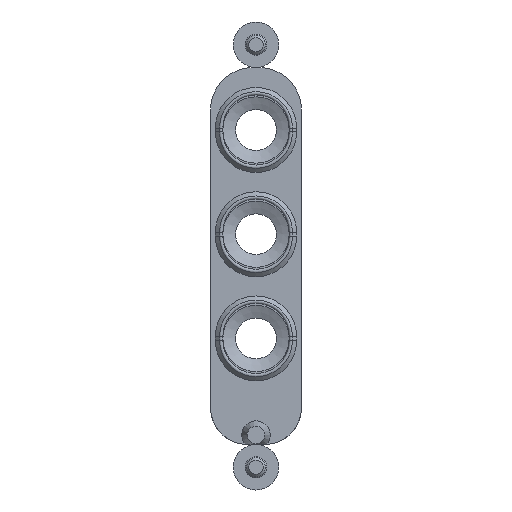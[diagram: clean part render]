
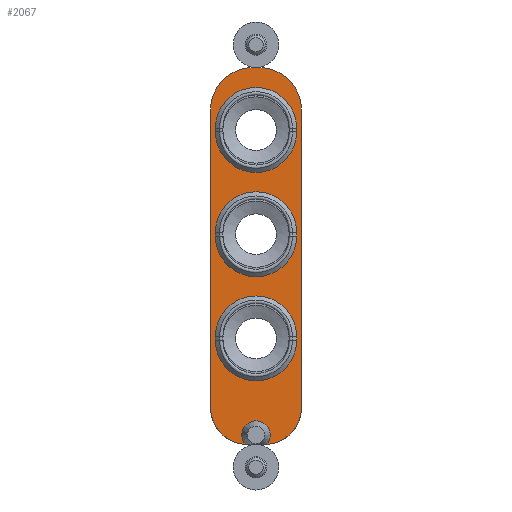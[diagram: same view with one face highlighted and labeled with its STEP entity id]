
A CAD part, front view. The second image highlights one B-rep face of the part: STEP entity #2067.
In plain terms, the highlighted planar face has unit normal (0, -1, 0).
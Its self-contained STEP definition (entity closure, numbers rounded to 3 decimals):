
#127=LINE('',#3270,#290);
#128=LINE('',#3274,#291);
#129=LINE('',#3278,#292);
#130=LINE('',#3282,#293);
#131=LINE('',#3286,#294);
#132=LINE('',#3290,#295);
#133=LINE('',#3296,#296);
#134=LINE('',#3300,#297);
#135=LINE('',#3304,#298);
#290=VECTOR('',#2547,1000.);
#291=VECTOR('',#2550,1000.);
#292=VECTOR('',#2553,1000.);
#293=VECTOR('',#2556,1000.);
#294=VECTOR('',#2559,1000.);
#295=VECTOR('',#2562,1000.);
#296=VECTOR('',#2567,1000.);
#297=VECTOR('',#2570,1000.);
#298=VECTOR('',#2573,1000.);
#463=ORIENTED_EDGE('',*,*,#1063,.F.);
#464=ORIENTED_EDGE('',*,*,#1064,.F.);
#465=ORIENTED_EDGE('',*,*,#1065,.F.);
#466=ORIENTED_EDGE('',*,*,#1066,.F.);
#467=ORIENTED_EDGE('',*,*,#1067,.F.);
#468=ORIENTED_EDGE('',*,*,#1068,.F.);
#469=ORIENTED_EDGE('',*,*,#1069,.F.);
#470=ORIENTED_EDGE('',*,*,#1070,.F.);
#471=ORIENTED_EDGE('',*,*,#1071,.F.);
#472=ORIENTED_EDGE('',*,*,#1072,.F.);
#473=ORIENTED_EDGE('',*,*,#1073,.F.);
#474=ORIENTED_EDGE('',*,*,#1074,.F.);
#475=ORIENTED_EDGE('',*,*,#1075,.F.);
#476=ORIENTED_EDGE('',*,*,#1076,.T.);
#477=ORIENTED_EDGE('',*,*,#1077,.T.);
#478=ORIENTED_EDGE('',*,*,#1078,.T.);
#479=ORIENTED_EDGE('',*,*,#1079,.T.);
#480=ORIENTED_EDGE('',*,*,#1080,.T.);
#481=ORIENTED_EDGE('',*,*,#1081,.T.);
#482=ORIENTED_EDGE('',*,*,#1082,.T.);
#1063=EDGE_CURVE('',#1363,#1364,#1538,.F.);
#1064=EDGE_CURVE('',#1365,#1363,#127,.T.);
#1065=EDGE_CURVE('',#1366,#1365,#1539,.F.);
#1066=EDGE_CURVE('',#1364,#1366,#128,.T.);
#1067=EDGE_CURVE('',#1367,#1368,#1540,.F.);
#1068=EDGE_CURVE('',#1369,#1367,#129,.T.);
#1069=EDGE_CURVE('',#1370,#1369,#1541,.F.);
#1070=EDGE_CURVE('',#1368,#1370,#130,.T.);
#1071=EDGE_CURVE('',#1371,#1372,#1542,.F.);
#1072=EDGE_CURVE('',#1373,#1371,#131,.T.);
#1073=EDGE_CURVE('',#1374,#1373,#1543,.F.);
#1074=EDGE_CURVE('',#1372,#1374,#132,.T.);
#1075=EDGE_CURVE('',#1375,#1376,#1544,.T.);
#1076=EDGE_CURVE('',#1375,#1377,#1545,.F.);
#1077=EDGE_CURVE('',#1377,#1378,#133,.T.);
#1078=EDGE_CURVE('',#1378,#1379,#1546,.F.);
#1079=EDGE_CURVE('',#1379,#1380,#134,.T.);
#1080=EDGE_CURVE('',#1380,#1381,#1547,.F.);
#1081=EDGE_CURVE('',#1381,#1382,#135,.T.);
#1082=EDGE_CURVE('',#1382,#1376,#1548,.F.);
#1363=VERTEX_POINT('',#3268);
#1364=VERTEX_POINT('',#3269);
#1365=VERTEX_POINT('',#3271);
#1366=VERTEX_POINT('',#3273);
#1367=VERTEX_POINT('',#3276);
#1368=VERTEX_POINT('',#3277);
#1369=VERTEX_POINT('',#3279);
#1370=VERTEX_POINT('',#3281);
#1371=VERTEX_POINT('',#3284);
#1372=VERTEX_POINT('',#3285);
#1373=VERTEX_POINT('',#3287);
#1374=VERTEX_POINT('',#3289);
#1375=VERTEX_POINT('',#3292);
#1376=VERTEX_POINT('',#3293);
#1377=VERTEX_POINT('',#3295);
#1378=VERTEX_POINT('',#3297);
#1379=VERTEX_POINT('',#3299);
#1380=VERTEX_POINT('',#3301);
#1381=VERTEX_POINT('',#3303);
#1382=VERTEX_POINT('',#3305);
#1538=CIRCLE('',#2246,4.283);
#1539=CIRCLE('',#2247,4.283);
#1540=CIRCLE('',#2248,4.283);
#1541=CIRCLE('',#2249,4.283);
#1542=CIRCLE('',#2250,4.283);
#1543=CIRCLE('',#2251,4.283);
#1544=CIRCLE('',#2252,1.5);
#1545=CIRCLE('',#2253,3.9);
#1546=CIRCLE('',#2254,4.5);
#1547=CIRCLE('',#2255,4.5);
#1548=CIRCLE('',#2256,3.9);
#1662=EDGE_LOOP('',(#463,#464,#465,#466));
#1663=EDGE_LOOP('',(#467,#468,#469,#470));
#1664=EDGE_LOOP('',(#471,#472,#473,#474));
#1665=EDGE_LOOP('',(#475,#476,#477,#478,#479,#480,#481,#482));
#1833=FACE_BOUND('',#1662,.T.);
#1834=FACE_BOUND('',#1663,.T.);
#1835=FACE_BOUND('',#1664,.T.);
#1836=FACE_BOUND('',#1665,.T.);
#2001=PLANE('',#2245);
#2067=ADVANCED_FACE('',(#1833,#1834,#1835,#1836),#2001,.F.);
#2245=AXIS2_PLACEMENT_3D('',#3266,#2543,#2544);
#2246=AXIS2_PLACEMENT_3D('',#3267,#2545,#2546);
#2247=AXIS2_PLACEMENT_3D('',#3272,#2548,#2549);
#2248=AXIS2_PLACEMENT_3D('',#3275,#2551,#2552);
#2249=AXIS2_PLACEMENT_3D('',#3280,#2554,#2555);
#2250=AXIS2_PLACEMENT_3D('',#3283,#2557,#2558);
#2251=AXIS2_PLACEMENT_3D('',#3288,#2560,#2561);
#2252=AXIS2_PLACEMENT_3D('',#3291,#2563,#2564);
#2253=AXIS2_PLACEMENT_3D('',#3294,#2565,#2566);
#2254=AXIS2_PLACEMENT_3D('',#3298,#2568,#2569);
#2255=AXIS2_PLACEMENT_3D('',#3302,#2571,#2572);
#2256=AXIS2_PLACEMENT_3D('',#3306,#2574,#2575);
#2543=DIRECTION('',(0.,1.,0.));
#2544=DIRECTION('',(0.,0.,1.));
#2545=DIRECTION('',(0.,1.,0.));
#2546=DIRECTION('',(0.,0.,1.));
#2547=DIRECTION('',(-1.,0.,0.));
#2548=DIRECTION('',(0.,1.,0.));
#2549=DIRECTION('',(0.,0.,1.));
#2550=DIRECTION('',(1.,0.,0.));
#2551=DIRECTION('',(0.,1.,0.));
#2552=DIRECTION('',(0.,0.,1.));
#2553=DIRECTION('',(-1.,0.,0.));
#2554=DIRECTION('',(0.,1.,0.));
#2555=DIRECTION('',(0.,0.,1.));
#2556=DIRECTION('',(1.,0.,0.));
#2557=DIRECTION('',(0.,1.,0.));
#2558=DIRECTION('',(0.,0.,1.));
#2559=DIRECTION('',(-1.,0.,0.));
#2560=DIRECTION('',(0.,1.,0.));
#2561=DIRECTION('',(0.,0.,1.));
#2562=DIRECTION('',(1.,0.,0.));
#2563=DIRECTION('',(0.,-1.,0.));
#2564=DIRECTION('',(0.,0.,-1.));
#2565=DIRECTION('',(0.,1.,0.));
#2566=DIRECTION('',(0.,0.,1.));
#2567=DIRECTION('',(1.,0.,0.));
#2568=DIRECTION('',(0.,1.,0.));
#2569=DIRECTION('',(0.,0.,1.));
#2570=DIRECTION('',(0.,0.,1.));
#2571=DIRECTION('',(0.,1.,0.));
#2572=DIRECTION('',(0.,0.,1.));
#2573=DIRECTION('',(-1.,0.,0.));
#2574=DIRECTION('',(0.,1.,0.));
#2575=DIRECTION('',(0.,0.,1.));
#3266=CARTESIAN_POINT('',(0.,0.,0.));
#3267=CARTESIAN_POINT('',(10.8,0.,0.));
#3268=CARTESIAN_POINT('',(10.8,0.,4.283));
#3269=CARTESIAN_POINT('',(10.8,0.,-4.283));
#3270=CARTESIAN_POINT('',(0.,0.,4.283));
#3271=CARTESIAN_POINT('',(11.2,0.,4.283));
#3272=CARTESIAN_POINT('',(11.2,0.,0.));
#3273=CARTESIAN_POINT('',(11.2,0.,-4.283));
#3274=CARTESIAN_POINT('',(0.,0.,-4.283));
#3275=CARTESIAN_POINT('',(-0.2,0.,0.));
#3276=CARTESIAN_POINT('',(-0.2,0.,4.283));
#3277=CARTESIAN_POINT('',(-0.2,0.,-4.283));
#3278=CARTESIAN_POINT('',(0.,0.,4.283));
#3279=CARTESIAN_POINT('',(0.2,0.,4.283));
#3280=CARTESIAN_POINT('',(0.2,0.,0.));
#3281=CARTESIAN_POINT('',(0.2,0.,-4.283));
#3282=CARTESIAN_POINT('',(0.,0.,-4.283));
#3283=CARTESIAN_POINT('',(-11.2,0.,0.));
#3284=CARTESIAN_POINT('',(-11.2,0.,4.283));
#3285=CARTESIAN_POINT('',(-11.2,0.,-4.283));
#3286=CARTESIAN_POINT('',(0.,0.,4.283));
#3287=CARTESIAN_POINT('',(-10.8,0.,4.283));
#3288=CARTESIAN_POINT('',(-10.8,0.,0.));
#3289=CARTESIAN_POINT('',(-10.8,0.,-4.283));
#3290=CARTESIAN_POINT('',(0.,0.,-4.283));
#3291=CARTESIAN_POINT('',(-21.2,0.,0.));
#3292=CARTESIAN_POINT('',(-22.194,0.,-1.124));
#3293=CARTESIAN_POINT('',(-22.194,0.,1.124));
#3294=CARTESIAN_POINT('',(-18.3,0.,-0.9));
#3295=CARTESIAN_POINT('',(-18.3,0.,-4.8));
#3296=CARTESIAN_POINT('',(0.,0.,-4.8));
#3297=CARTESIAN_POINT('',(13.1,0.,-4.8));
#3298=CARTESIAN_POINT('',(13.1,0.,-0.3));
#3299=CARTESIAN_POINT('',(17.6,0.,-0.3));
#3300=CARTESIAN_POINT('',(17.6,0.,0.));
#3301=CARTESIAN_POINT('',(17.6,0.,0.3));
#3302=CARTESIAN_POINT('',(13.1,0.,0.3));
#3303=CARTESIAN_POINT('',(13.1,0.,4.8));
#3304=CARTESIAN_POINT('',(0.,0.,4.8));
#3305=CARTESIAN_POINT('',(-18.3,0.,4.8));
#3306=CARTESIAN_POINT('',(-18.3,0.,0.9));
